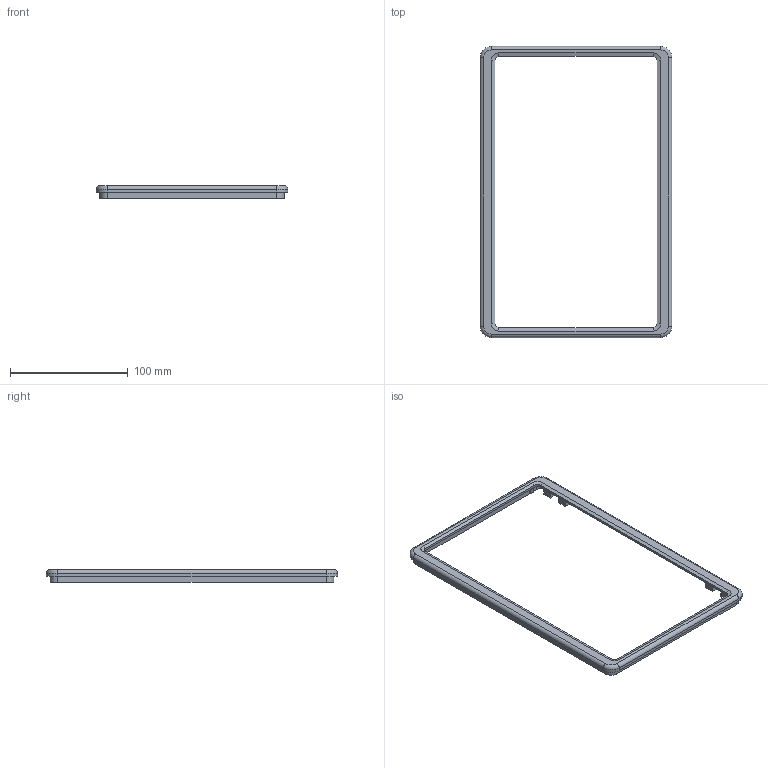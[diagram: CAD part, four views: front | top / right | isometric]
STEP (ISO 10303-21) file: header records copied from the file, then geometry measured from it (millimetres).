
FILE_DESCRIPTION(/* description */ (''),/* implementation_level */ '2;1');
FILE_NAME(/* name */ 'front-bezel.stp',/* time_stamp */ '2025-05-01T23:26:05-05:00',/* author */ ('default'),/* organization */ (''),/* preprocessor_version */ 'ST-DEVELOPER v19.2',/* originating_system */ 'Autodesk Inventor 2024',/* authorisation */ '');
FILE_SCHEMA (('AUTOMOTIVE_DESIGN { 1 0 10303 214 3 1 1 }'));
Length unit declared in the file: inch
Products named in the file (1): front-bezel
Bounding box: 162.5 x 247 x 10.87 mm (x, y, z)
Volume: 37961.3 mm3; surface area: 33104.9 mm2
Topology: 1 solids, 1 shells, 211 faces, 501 edges, 302 vertices
Faces by surface type: cylinder 92, plane 83, sphere 24, torus 8, cone 4
Full cylindrical faces by diameter (mm): 3 x8
Entity records: 6078 total; most frequent: DIRECTION 1127, CARTESIAN_POINT 1015, ORIENTED_EDGE 1002, EDGE_CURVE 501, AXIS2_PLACEMENT_3D 414, VERTEX_POINT 302, LINE 299, VECTOR 299
